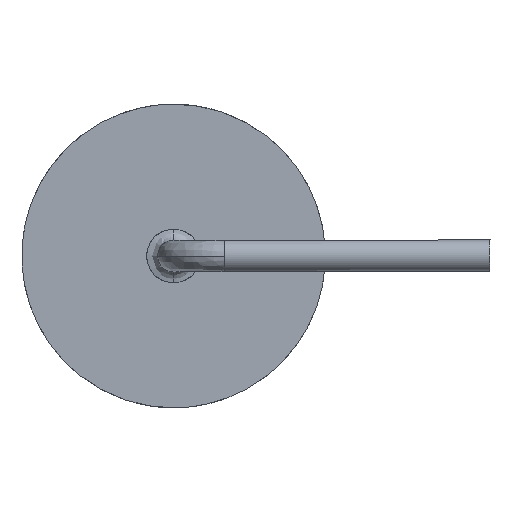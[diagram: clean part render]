
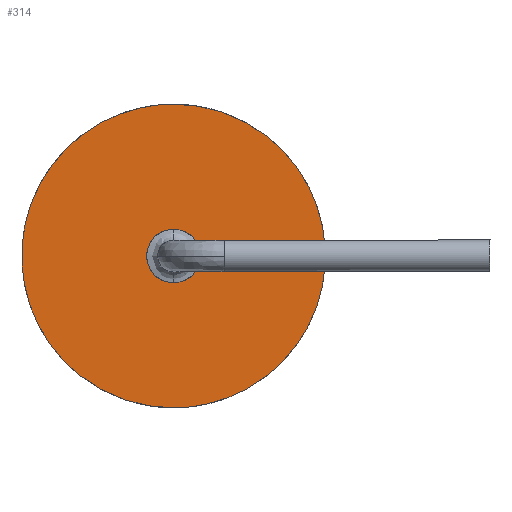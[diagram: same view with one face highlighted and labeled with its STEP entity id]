
A CAD part, left-side view. The second image highlights one B-rep face of the part: STEP entity #314.
In plain terms, the highlighted planar face has unit normal (-1, 0, 0).
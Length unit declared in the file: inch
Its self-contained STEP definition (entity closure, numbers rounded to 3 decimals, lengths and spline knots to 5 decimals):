
#12=FACE_BOUND('',#376,.T.);
#314=ADVANCED_FACE('',(#344,#12),#906,.T.);
#344=FACE_OUTER_BOUND('',#375,.T.);
#375=EDGE_LOOP('',(#447,#448));
#376=EDGE_LOOP('',(#449,#450));
#447=ORIENTED_EDGE('',*,*,#568,.F.);
#448=ORIENTED_EDGE('',*,*,#567,.F.);
#449=ORIENTED_EDGE('',*,*,#569,.F.);
#450=ORIENTED_EDGE('',*,*,#570,.F.);
#567=EDGE_CURVE('',#803,#804,#679,.T.);
#568=EDGE_CURVE('',#804,#803,#680,.T.);
#569=EDGE_CURVE('',#805,#806,#681,.T.);
#570=EDGE_CURVE('',#806,#805,#682,.T.);
#679=(
BOUNDED_CURVE()
B_SPLINE_CURVE(2,(#1342,#1343,#1344,#1345,#1346),.UNSPECIFIED.,.F.,.F.)
B_SPLINE_CURVE_WITH_KNOTS((3,2,3),(0.,0.23562,0.47124),
 .UNSPECIFIED.)
CURVE()
GEOMETRIC_REPRESENTATION_ITEM()
RATIONAL_B_SPLINE_CURVE((1.,0.707,1.,0.707,1.))
REPRESENTATION_ITEM('')
);
#680=(
BOUNDED_CURVE()
B_SPLINE_CURVE(2,(#1347,#1348,#1349,#1350,#1351),.UNSPECIFIED.,.F.,.F.)
B_SPLINE_CURVE_WITH_KNOTS((3,2,3),(0.,0.23562,0.47124),
 .UNSPECIFIED.)
CURVE()
GEOMETRIC_REPRESENTATION_ITEM()
RATIONAL_B_SPLINE_CURVE((1.,0.707,1.,0.707,1.))
REPRESENTATION_ITEM('')
);
#681=(
BOUNDED_CURVE()
B_SPLINE_CURVE(3,(#1352,#1353,#1354,#1355),.UNSPECIFIED.,.F.,.F.)
B_SPLINE_CURVE_WITH_KNOTS((4,4),(0.,1.),.UNSPECIFIED.)
CURVE()
GEOMETRIC_REPRESENTATION_ITEM()
RATIONAL_B_SPLINE_CURVE((1.,0.333,0.333,1.))
REPRESENTATION_ITEM('')
);
#682=(
BOUNDED_CURVE()
B_SPLINE_CURVE(3,(#1356,#1357,#1358,#1359),.UNSPECIFIED.,.F.,.F.)
B_SPLINE_CURVE_WITH_KNOTS((4,4),(0.,1.),.UNSPECIFIED.)
CURVE()
GEOMETRIC_REPRESENTATION_ITEM()
RATIONAL_B_SPLINE_CURVE((1.,0.333,0.333,1.))
REPRESENTATION_ITEM('')
);
#803=VERTEX_POINT('',#1338);
#804=VERTEX_POINT('',#1339);
#805=VERTEX_POINT('',#1340);
#806=VERTEX_POINT('',#1341);
#906=PLANE('',#933);
#933=AXIS2_PLACEMENT_3D('',#1337,#940,$);
#940=DIRECTION('',(-1.,0.,0.));
#1337=CARTESIAN_POINT('',(0.,-0.78036,0.78036));
#1338=CARTESIAN_POINT('',(0.,0.,0.15));
#1339=CARTESIAN_POINT('',(0.,0.,-0.15));
#1340=CARTESIAN_POINT('',(0.,0.,-0.0265));
#1341=CARTESIAN_POINT('',(0.,0.,0.0265));
#1342=CARTESIAN_POINT('',(0.,0.,0.15));
#1343=CARTESIAN_POINT('',(0.,-0.15,0.15));
#1344=CARTESIAN_POINT('',(0.,-0.15,0.));
#1345=CARTESIAN_POINT('',(0.,-0.15,-0.15));
#1346=CARTESIAN_POINT('',(0.,0.,-0.15));
#1347=CARTESIAN_POINT('',(0.,0.,-0.15));
#1348=CARTESIAN_POINT('',(0.,0.15,-0.15));
#1349=CARTESIAN_POINT('',(0.,0.15,0.));
#1350=CARTESIAN_POINT('',(0.,0.15,0.15));
#1351=CARTESIAN_POINT('',(0.,0.,0.15));
#1352=CARTESIAN_POINT('',(0.,0.,-0.0265));
#1353=CARTESIAN_POINT('',(0.,-0.053,-0.0265));
#1354=CARTESIAN_POINT('',(0.,-0.053,0.0265));
#1355=CARTESIAN_POINT('',(0.,0.,0.0265));
#1356=CARTESIAN_POINT('',(0.,0.,0.0265));
#1357=CARTESIAN_POINT('',(0.,0.053,0.0265));
#1358=CARTESIAN_POINT('',(0.,0.053,-0.0265));
#1359=CARTESIAN_POINT('',(0.,0.,-0.0265));
